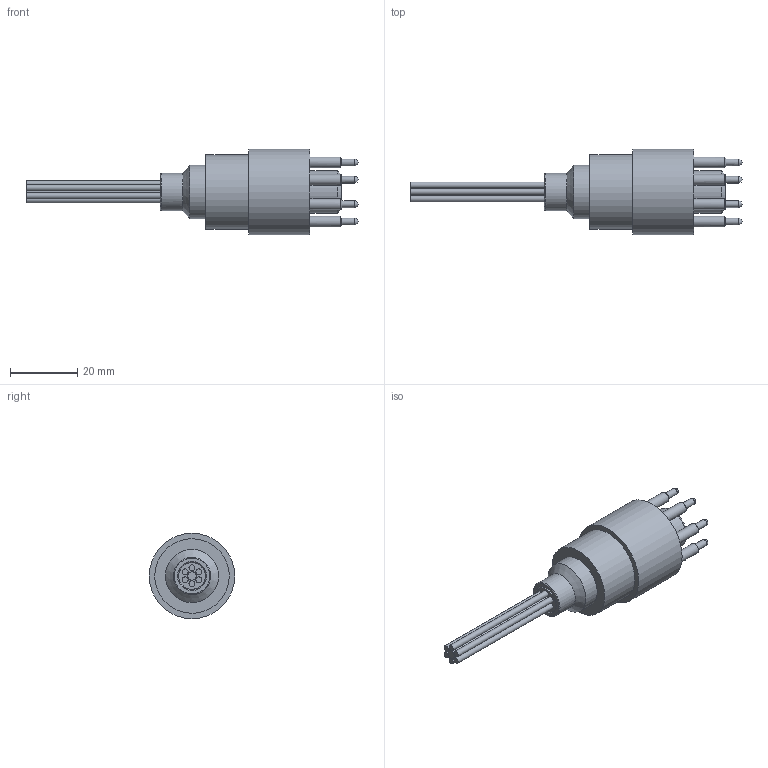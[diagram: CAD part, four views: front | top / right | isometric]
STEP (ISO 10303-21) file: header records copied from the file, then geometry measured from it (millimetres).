
FILE_DESCRIPTION(/* description */ (''),/* implementation_level */ '2;1');
FILE_NAME(/* name */ 'HF75CXOM6M.stp',/* time_stamp */ '2022-05-11T13:30:38+02:00',/* author */ ('sh'),/* organization */ (''),/* preprocessor_version */ 'ST-DEVELOPER v17',/* originating_system */ 'Autodesk Inventor 2019',/* authorisation */ '');
FILE_SCHEMA (('AUTOMOTIVE_DESIGN { 1 0 10303 214 3 1 1 }'));
Length unit declared in the file: millimetre
Products named in the file (1): HF75CXOM6M
Bounding box: 98.77 x 25.4 x 25.4 mm (x, y, z)
Volume: 14745.7 mm3; surface area: 9152.1 mm2
Topology: 1 solids, 2 shells, 181 faces, 477 edges, 338 vertices
Faces by surface type: plane 85, bspline 43, cylinder 40, cone 10, torus 3
Full cylindrical faces by diameter (mm): 1.27 x1, 1.778 x6, 1.986 x6, 2.083 x1, 2.54 x1, 2.692 x1, 2.921 x1, 3.175 x6, 5.893 x1, 6.655 x1, 6.985 x1, 7.315 x1, 7.747 x1, 7.772 x1, 7.925 x1, 7.95 x1, 8.484 x1, 11.1 x1, 12.7 x1, 15.824 x1, 15.875 x1, 17.463 x1, 17.475 x1, 22.174 x1, 25.4 x1
Entity records: 8534 total; most frequent: CARTESIAN_POINT 3857, ORIENTED_EDGE 954, DIRECTION 828, EDGE_CURVE 477, VERTEX_POINT 338, AXIS2_PLACEMENT_3D 315, EDGE_LOOP 219, LINE 198
